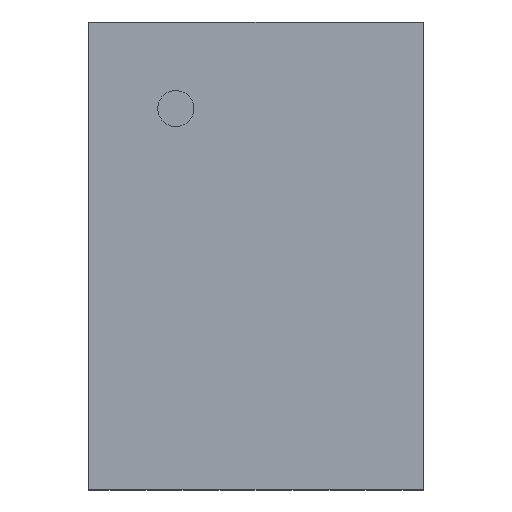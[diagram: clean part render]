
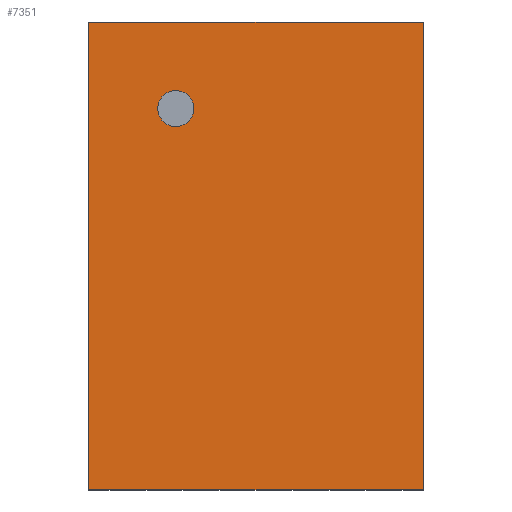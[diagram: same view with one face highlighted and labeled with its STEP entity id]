
A CAD part, top view. The second image highlights one B-rep face of the part: STEP entity #7351.
In plain terms, the highlighted planar face has unit normal (0, 0, 1).
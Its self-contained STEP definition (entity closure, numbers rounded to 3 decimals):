
#244 = CIRCLE ( 'NONE', #27465, 0.135 ) ;
#891 = LINE ( 'NONE', #10828, #22468 ) ;
#1261 = CARTESIAN_POINT ( 'NONE',  ( 2.5, 0., 0.75 ) ) ;
#1285 = AXIS2_PLACEMENT_3D ( 'NONE', #30639, #23778, #9683 ) ;
#2302 = PLANE ( 'NONE',  #1285 ) ;
#3180 = CARTESIAN_POINT ( 'NONE',  ( 0.65, 2.852, 0.75 ) ) ;
#4075 = ORIENTED_EDGE ( 'NONE', *, *, #21726, .T. ) ;
#4787 = CARTESIAN_POINT ( 'NONE',  ( 0.515, 2.852, 0.75 ) ) ;
#4888 = CARTESIAN_POINT ( 'NONE',  ( 0.785, 2.852, 0.75 ) ) ;
#5930 = CARTESIAN_POINT ( 'NONE',  ( 2.5, 3.5, 0.75 ) ) ;
#6502 = LINE ( 'NONE', #7632, #6881 ) ;
#6881 = VECTOR ( 'NONE', #21834, 1000. ) ;
#7351 = ADVANCED_FACE ( 'NONE', ( #22527, #7681 ), #2302, .T. ) ;
#7632 = CARTESIAN_POINT ( 'NONE',  ( 0.725, 0., 0.75 ) ) ;
#7681 = FACE_OUTER_BOUND ( 'NONE', #29268, .T. ) ;
#8374 = EDGE_CURVE ( 'NONE', #12956, #11497, #891, .T. ) ;
#8556 = DIRECTION ( 'NONE',  ( 0., -1., 0. ) ) ;
#9158 = VERTEX_POINT ( 'NONE', #4787 ) ;
#9459 = LINE ( 'NONE', #29632, #10544 ) ;
#9683 = DIRECTION ( 'NONE',  ( 1., 0., 0. ) ) ;
#10544 = VECTOR ( 'NONE', #10728, 1000. ) ;
#10728 = DIRECTION ( 'NONE',  ( 0., 1., 0. ) ) ;
#10828 = CARTESIAN_POINT ( 'NONE',  ( 0., 1.775, 0.75 ) ) ;
#11497 = VERTEX_POINT ( 'NONE', #27728 ) ;
#12743 = DIRECTION ( 'NONE',  ( 0., 0., 1. ) ) ;
#12956 = VERTEX_POINT ( 'NONE', #17346 ) ;
#12969 = ORIENTED_EDGE ( 'NONE', *, *, #27808, .F. ) ;
#14796 = VECTOR ( 'NONE', #22028, 1000. ) ;
#15433 = DIRECTION ( 'NONE',  ( 1., 0., 0. ) ) ;
#16245 = ORIENTED_EDGE ( 'NONE', *, *, #19952, .F. ) ;
#17346 = CARTESIAN_POINT ( 'NONE',  ( 0., 3.5, 0.75 ) ) ;
#18790 = CARTESIAN_POINT ( 'NONE',  ( 0.65, 2.852, 0.75 ) ) ;
#18898 = VERTEX_POINT ( 'NONE', #4888 ) ;
#19504 = ORIENTED_EDGE ( 'NONE', *, *, #30603, .T. ) ;
#19952 = EDGE_CURVE ( 'NONE', #18898, #9158, #244, .T. ) ;
#21282 = DIRECTION ( 'NONE',  ( 0., 0., 1. ) ) ;
#21720 = CARTESIAN_POINT ( 'NONE',  ( 0.725, 3.5, 0.75 ) ) ;
#21726 = EDGE_CURVE ( 'NONE', #25775, #22807, #9459, .T. ) ;
#21834 = DIRECTION ( 'NONE',  ( 1., 0., 0. ) ) ;
#22028 = DIRECTION ( 'NONE',  ( -1., 0., 0. ) ) ;
#22227 = LINE ( 'NONE', #21720, #14796 ) ;
#22468 = VECTOR ( 'NONE', #8556, 1000. ) ;
#22527 = FACE_BOUND ( 'NONE', #28534, .T. ) ;
#22807 = VERTEX_POINT ( 'NONE', #5930 ) ;
#23034 = AXIS2_PLACEMENT_3D ( 'NONE', #3180, #12743, #15433 ) ;
#23778 = DIRECTION ( 'NONE',  ( 0., 0., 1. ) ) ;
#25775 = VERTEX_POINT ( 'NONE', #1261 ) ;
#26819 = ORIENTED_EDGE ( 'NONE', *, *, #28331, .T. ) ;
#27427 = ORIENTED_EDGE ( 'NONE', *, *, #8374, .T. ) ;
#27465 = AXIS2_PLACEMENT_3D ( 'NONE', #18790, #21282, #30827 ) ;
#27487 = CIRCLE ( 'NONE', #23034, 0.135 ) ;
#27728 = CARTESIAN_POINT ( 'NONE',  ( 0., 0., 0.75 ) ) ;
#27808 = EDGE_CURVE ( 'NONE', #9158, #18898, #27487, .T. ) ;
#28331 = EDGE_CURVE ( 'NONE', #22807, #12956, #22227, .T. ) ;
#28534 = EDGE_LOOP ( 'NONE', ( #16245, #12969 ) ) ;
#29268 = EDGE_LOOP ( 'NONE', ( #27427, #19504, #4075, #26819 ) ) ;
#29632 = CARTESIAN_POINT ( 'NONE',  ( 2.5, 1.775, 0.75 ) ) ;
#30603 = EDGE_CURVE ( 'NONE', #11497, #25775, #6502, .T. ) ;
#30639 = CARTESIAN_POINT ( 'NONE',  ( 0., 0., 0.75 ) ) ;
#30827 = DIRECTION ( 'NONE',  ( 1., 0., 0. ) ) ;
